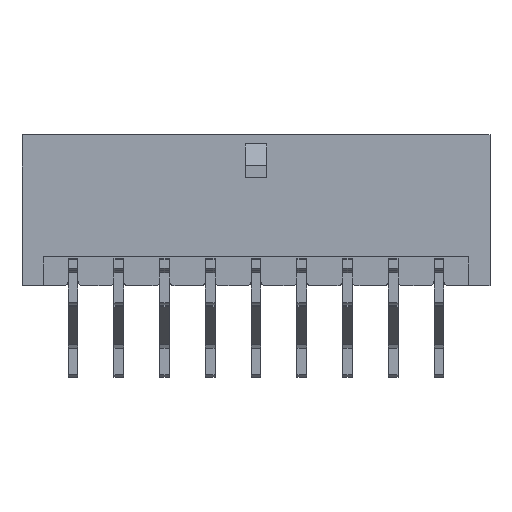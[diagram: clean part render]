
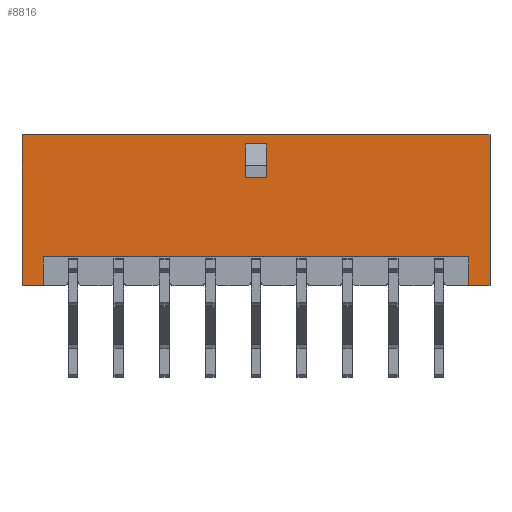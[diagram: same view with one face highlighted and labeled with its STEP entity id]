
A CAD part, left-side view. The second image highlights one B-rep face of the part: STEP entity #8816.
In plain terms, the highlighted planar face has unit normal (-1, 0, 0).
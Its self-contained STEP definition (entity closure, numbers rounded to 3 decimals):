
#1382=ORIENTED_EDGE('',*,*,#3611,.T.);
#1383=ORIENTED_EDGE('',*,*,#3612,.T.);
#1384=ORIENTED_EDGE('',*,*,#3613,.F.);
#1385=ORIENTED_EDGE('',*,*,#3614,.F.);
#1386=ORIENTED_EDGE('',*,*,#3615,.F.);
#1387=ORIENTED_EDGE('',*,*,#3579,.F.);
#1388=ORIENTED_EDGE('',*,*,#3603,.T.);
#1389=ORIENTED_EDGE('',*,*,#2959,.T.);
#1390=ORIENTED_EDGE('',*,*,#3605,.F.);
#1391=ORIENTED_EDGE('',*,*,#3587,.F.);
#1392=ORIENTED_EDGE('',*,*,#3616,.F.);
#1393=ORIENTED_EDGE('',*,*,#3617,.F.);
#2959=EDGE_CURVE('',#4226,#4225,#5088,.T.);
#3579=EDGE_CURVE('',#4662,#4658,#5636,.T.);
#3587=EDGE_CURVE('',#4668,#4669,#5644,.T.);
#3603=EDGE_CURVE('',#4662,#4226,#5660,.T.);
#3605=EDGE_CURVE('',#4669,#4225,#5662,.T.);
#3611=EDGE_CURVE('',#4679,#4680,#5668,.T.);
#3612=EDGE_CURVE('',#4680,#4681,#5669,.T.);
#3613=EDGE_CURVE('',#4682,#4681,#5670,.T.);
#3614=EDGE_CURVE('',#4679,#4682,#5671,.T.);
#3615=EDGE_CURVE('',#4658,#4683,#5672,.T.);
#3616=EDGE_CURVE('',#4684,#4668,#5673,.T.);
#3617=EDGE_CURVE('',#4683,#4684,#5674,.T.);
#4225=VERTEX_POINT('',#12273);
#4226=VERTEX_POINT('',#12275);
#4658=VERTEX_POINT('',#13468);
#4662=VERTEX_POINT('',#13477);
#4668=VERTEX_POINT('',#13493);
#4669=VERTEX_POINT('',#13495);
#4679=VERTEX_POINT('',#13535);
#4680=VERTEX_POINT('',#13536);
#4681=VERTEX_POINT('',#13538);
#4682=VERTEX_POINT('',#13540);
#4683=VERTEX_POINT('',#13543);
#4684=VERTEX_POINT('',#13545);
#5088=LINE('',#12274,#6279);
#5636=LINE('',#13478,#6827);
#5644=LINE('',#13494,#6835);
#5660=LINE('',#13521,#6851);
#5662=LINE('',#13524,#6853);
#5668=LINE('',#13534,#6859);
#5669=LINE('',#13537,#6860);
#5670=LINE('',#13539,#6861);
#5671=LINE('',#13541,#6862);
#5672=LINE('',#13542,#6863);
#5673=LINE('',#13544,#6864);
#5674=LINE('',#13546,#6865);
#6279=VECTOR('',#9860,1000.);
#6827=VECTOR('',#10846,1000.);
#6835=VECTOR('',#10858,1000.);
#6851=VECTOR('',#10878,1000.);
#6853=VECTOR('',#10882,1000.);
#6859=VECTOR('',#10894,1000.);
#6860=VECTOR('',#10895,1000.);
#6861=VECTOR('',#10896,1000.);
#6862=VECTOR('',#10897,1000.);
#6863=VECTOR('',#10898,1000.);
#6864=VECTOR('',#10899,1000.);
#6865=VECTOR('',#10900,1000.);
#7498=EDGE_LOOP('',(#1382,#1383,#1384,#1385));
#7499=EDGE_LOOP('',(#1386,#1387,#1388,#1389,#1390,#1391,#1392,#1393));
#7973=FACE_BOUND('',#7498,.T.);
#7974=FACE_BOUND('',#7499,.T.);
#8390=PLANE('',#9371);
#8816=ADVANCED_FACE('',(#7973,#7974),#8390,.T.);
#9371=AXIS2_PLACEMENT_3D('',#13533,#10892,#10893);
#9860=DIRECTION('',(0.,1.,0.));
#10846=DIRECTION('',(0.,1.,0.));
#10858=DIRECTION('',(0.,1.,0.));
#10878=DIRECTION('',(0.,0.,1.));
#10882=DIRECTION('',(0.,0.,1.));
#10892=DIRECTION('',(-1.,0.,0.));
#10893=DIRECTION('',(0.,0.,1.));
#10894=DIRECTION('',(0.,0.,1.));
#10895=DIRECTION('',(0.,-1.,0.));
#10896=DIRECTION('',(0.,0.,1.));
#10897=DIRECTION('',(0.,-1.,0.));
#10898=DIRECTION('',(0.,0.,1.));
#10899=DIRECTION('',(0.,0.,-1.));
#10900=DIRECTION('',(0.,1.,0.));
#12273=CARTESIAN_POINT('',(-3.43,15.35,4.95));
#12274=CARTESIAN_POINT('',(-3.43,-15.35,4.95));
#12275=CARTESIAN_POINT('',(-3.43,-15.35,4.95));
#13468=CARTESIAN_POINT('',(-3.43,-13.94,-4.95));
#13477=CARTESIAN_POINT('',(-3.43,-15.35,-4.95));
#13478=CARTESIAN_POINT('',(-3.43,-15.35,-4.95));
#13493=CARTESIAN_POINT('',(-3.43,13.94,-4.95));
#13494=CARTESIAN_POINT('',(-3.43,-15.35,-4.95));
#13495=CARTESIAN_POINT('',(-3.43,15.35,-4.95));
#13521=CARTESIAN_POINT('',(-3.43,-15.35,-4.95));
#13524=CARTESIAN_POINT('',(-3.43,15.35,-4.95));
#13533=CARTESIAN_POINT('',(-3.43,-15.35,-4.95));
#13534=CARTESIAN_POINT('',(-3.43,0.7,2.15));
#13535=CARTESIAN_POINT('',(-3.43,0.7,2.15));
#13536=CARTESIAN_POINT('',(-3.43,0.7,4.35));
#13537=CARTESIAN_POINT('',(-3.43,0.7,4.35));
#13538=CARTESIAN_POINT('',(-3.43,-0.7,4.35));
#13539=CARTESIAN_POINT('',(-3.43,-0.7,2.15));
#13540=CARTESIAN_POINT('',(-3.43,-0.7,2.15));
#13541=CARTESIAN_POINT('',(-3.43,0.7,2.15));
#13542=CARTESIAN_POINT('',(-3.43,-13.94,-4.95));
#13543=CARTESIAN_POINT('',(-3.43,-13.94,-3.05));
#13544=CARTESIAN_POINT('',(-3.43,13.94,-3.05));
#13545=CARTESIAN_POINT('',(-3.43,13.94,-3.05));
#13546=CARTESIAN_POINT('',(-3.43,-13.94,-3.05));
